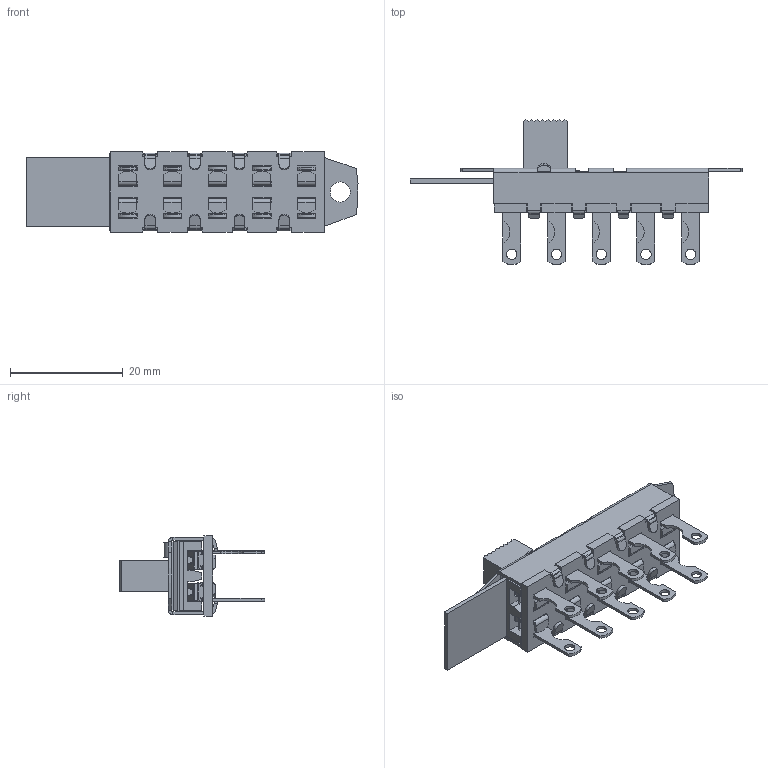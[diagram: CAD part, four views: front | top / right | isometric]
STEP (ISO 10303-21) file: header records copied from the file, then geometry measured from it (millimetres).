
FILE_DESCRIPTION(/* description */ (''),/* implementation_level */ '2;1');
FILE_NAME(/* name */ 'G-338L-0000_3D MODEL.stp',/* time_stamp */ '2023-09-25T11:50:32-04:00',/* author */ ('dwiltbank'),/* organization */ (''),/* preprocessor_version */ 'ST-DEVELOPER v19.2',/* originating_system */ 'Autodesk Inventor 2024',/* authorisation */ '');
FILE_SCHEMA (('AUTOMOTIVE_DESIGN { 1 0 10303 214 3 1 1 }'));
Length unit declared in the file: inch
Products named in the file (1): G-338L-0000_3D Model
Bounding box: 58.86 x 25.77 x 14.22 mm (x, y, z)
Volume: 2988.1 mm3; surface area: 6747.9 mm2
Topology: 1 solids, 1 shells, 1069 faces, 3166 edges, 2019 vertices
Faces by surface type: plane 788, cylinder 245, sphere 28, bspline 8
Full cylindrical faces by diameter (mm): 1.397 x4, 1.727 x4, 1.829 x10, 3.556 x2
Entity records: 36842 total; most frequent: CARTESIAN_POINT 6496, ORIENTED_EDGE 6292, DIRECTION 5956, EDGE_CURVE 3146, LINE 2404, VECTOR 2404, VERTEX_POINT 2019, AXIS2_PLACEMENT_3D 1776
